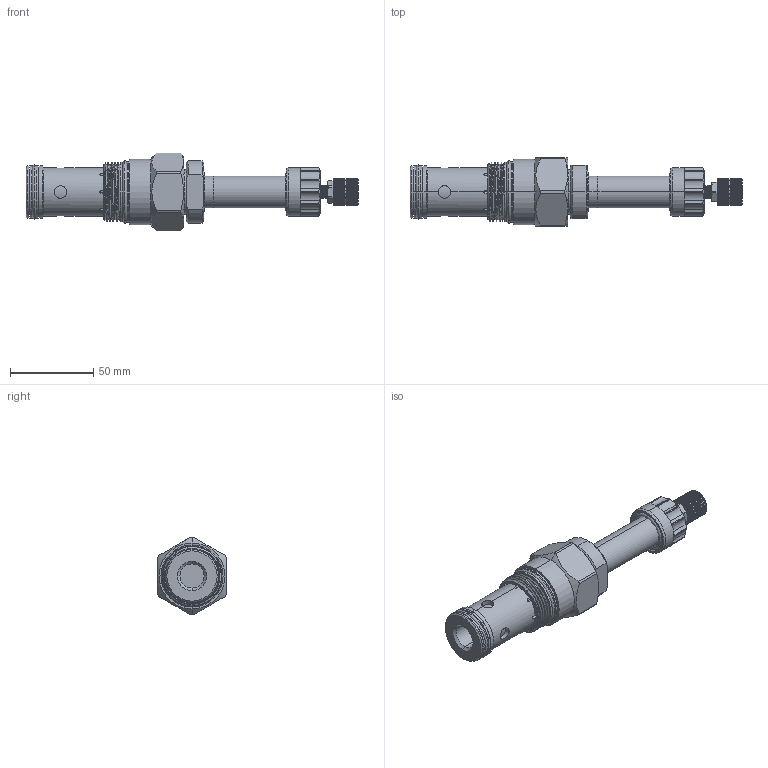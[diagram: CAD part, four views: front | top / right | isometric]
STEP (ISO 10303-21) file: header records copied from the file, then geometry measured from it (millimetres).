
FILE_DESCRIPTION (( 'STEP AP203' ), '1' );
FILE_NAME ('PEV16A2D-M.STEP', '2020-10-12T03:19:59', ( '' ), ( '' ), 'SwSTEP 2.0', 'SolidWorks 2018', '' );
FILE_SCHEMA (( 'CONFIG_CONTROL_DESIGN' ));
Products named in the file (1): PEV16A2D-M
Bounding box: 199.4 x 41.2 x 46.8 mm (x, y, z)
Volume: 131387.2 mm3; surface area: 28924.2 mm2
Topology: 6 solids, 6 shells, 587 faces, 1610 edges, 1060 vertices
Faces by surface type: plane 251, cylinder 225, bspline 47, cone 40, torus 24
Entity records: 41853 total; most frequent: CARTESIAN_POINT 27957, ORIENTED_EDGE 3220, DIRECTION 2513, EDGE_CURVE 1610, VERTEX_POINT 1060, AXIS2_PLACEMENT_3D 959, EDGE_LOOP 622, VECTOR 595
